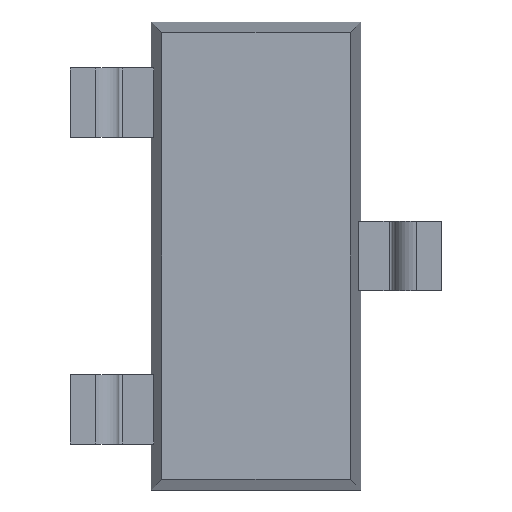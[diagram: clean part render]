
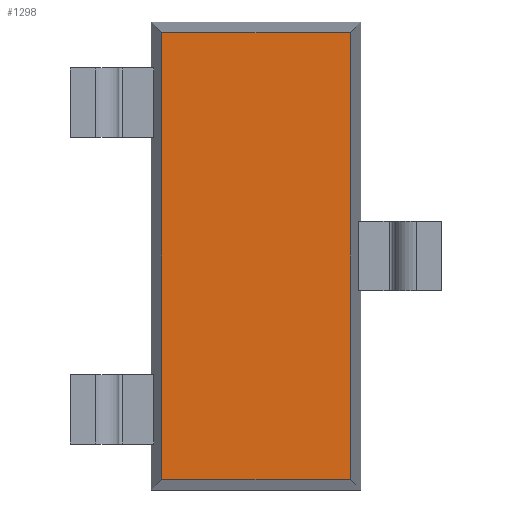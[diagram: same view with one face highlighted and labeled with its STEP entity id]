
A CAD part, front view. The second image highlights one B-rep face of the part: STEP entity #1298.
In plain terms, the highlighted planar face has unit normal (0, -1, 0).
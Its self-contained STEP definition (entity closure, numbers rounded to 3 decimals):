
#72 = LINE ( 'NONE', #560, #442 ) ;
#113 = CARTESIAN_POINT ( 'NONE',  ( -0.65, 0.1, 1.384 ) ) ;
#139 = PLANE ( 'NONE',  #765 ) ;
#168 = VECTOR ( 'NONE', #711, 1000. ) ;
#174 = EDGE_CURVE ( 'NONE', #700, #1059, #1480, .T. ) ;
#246 = ORIENTED_EDGE ( 'NONE', *, *, #1536, .T. ) ;
#321 = VERTEX_POINT ( 'NONE', #1211 ) ;
#334 = VERTEX_POINT ( 'NONE', #941 ) ;
#364 = DIRECTION ( 'NONE',  ( -1., 0., 0. ) ) ;
#379 = CARTESIAN_POINT ( 'NONE',  ( -0.584, 0.1, 1.384 ) ) ;
#384 = FACE_OUTER_BOUND ( 'NONE', #652, .T. ) ;
#400 = DIRECTION ( 'NONE',  ( 0., 0., 1. ) ) ;
#442 = VECTOR ( 'NONE', #806, 1000. ) ;
#560 = CARTESIAN_POINT ( 'NONE',  ( 0.584, 0.1, 1.45 ) ) ;
#652 = EDGE_LOOP ( 'NONE', ( #668, #246, #839, #1486 ) ) ;
#664 = CARTESIAN_POINT ( 'NONE',  ( 0.584, 0.1, 1.384 ) ) ;
#668 = ORIENTED_EDGE ( 'NONE', *, *, #1136, .T. ) ;
#674 = LINE ( 'NONE', #682, #168 ) ;
#682 = CARTESIAN_POINT ( 'NONE',  ( -0.584, 0.1, -1.45 ) ) ;
#700 = VERTEX_POINT ( 'NONE', #664 ) ;
#711 = DIRECTION ( 'NONE',  ( 0., 0., -1. ) ) ;
#765 = AXIS2_PLACEMENT_3D ( 'NONE', #1503, #898, #400 ) ;
#806 = DIRECTION ( 'NONE',  ( 0., 0., 1. ) ) ;
#839 = ORIENTED_EDGE ( 'NONE', *, *, #1606, .T. ) ;
#845 = VECTOR ( 'NONE', #1457, 1000. ) ;
#898 = DIRECTION ( 'NONE',  ( 0., 1., 0. ) ) ;
#941 = CARTESIAN_POINT ( 'NONE',  ( -0.584, 0.1, -1.384 ) ) ;
#1059 = VERTEX_POINT ( 'NONE', #379 ) ;
#1136 = EDGE_CURVE ( 'NONE', #1059, #334, #674, .T. ) ;
#1203 = LINE ( 'NONE', #1229, #845 ) ;
#1211 = CARTESIAN_POINT ( 'NONE',  ( 0.584, 0.1, -1.384 ) ) ;
#1229 = CARTESIAN_POINT ( 'NONE',  ( 0.65, 0.1, -1.384 ) ) ;
#1298 = ADVANCED_FACE ( 'NONE', ( #384 ), #139, .F. ) ;
#1457 = DIRECTION ( 'NONE',  ( 1., 0., 0. ) ) ;
#1480 = LINE ( 'NONE', #113, #1563 ) ;
#1486 = ORIENTED_EDGE ( 'NONE', *, *, #174, .T. ) ;
#1503 = CARTESIAN_POINT ( 'NONE',  ( 0., 0.1, 0. ) ) ;
#1536 = EDGE_CURVE ( 'NONE', #334, #321, #1203, .T. ) ;
#1563 = VECTOR ( 'NONE', #364, 1000. ) ;
#1606 = EDGE_CURVE ( 'NONE', #321, #700, #72, .T. ) ;
